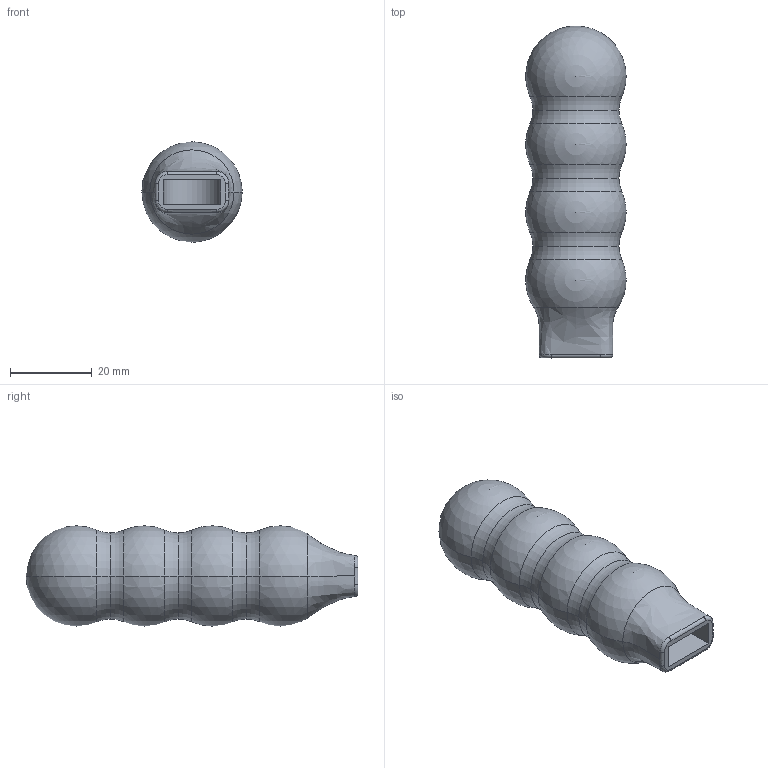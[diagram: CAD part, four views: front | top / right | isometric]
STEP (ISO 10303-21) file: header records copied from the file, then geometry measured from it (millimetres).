
FILE_DESCRIPTION (( 'STEP AP203' ), '1' );
FILE_NAME ('GH-GR-M04.STEP', '2023-02-21T06:36:35', ( '' ), ( '' ), 'SwSTEP 2.0', 'SolidWorks 2016', '' );
FILE_SCHEMA (( 'CONFIG_CONTROL_DESIGN' ));
Length unit declared in the file: millimetre
Products named in the file (1): GH-GR-M04
Bounding box: 24.46 x 81 x 24.5 mm (x, y, z)
Volume: 23356.9 mm3; surface area: 9071.9 mm2
Topology: 1 solids, 1 shells, 36 faces, 100 edges, 59 vertices
Faces by surface type: torus 12, bspline 10, sphere 8, plane 5, cylinder 1
Entity records: 3557 total; most frequent: CARTESIAN_POINT 2720, DIRECTION 164, ORIENTED_EDGE 160, EDGE_CURVE 80, AXIS2_PLACEMENT_3D 77, CIRCLE 50, VERTEX_POINT 47, EDGE_LOOP 37
